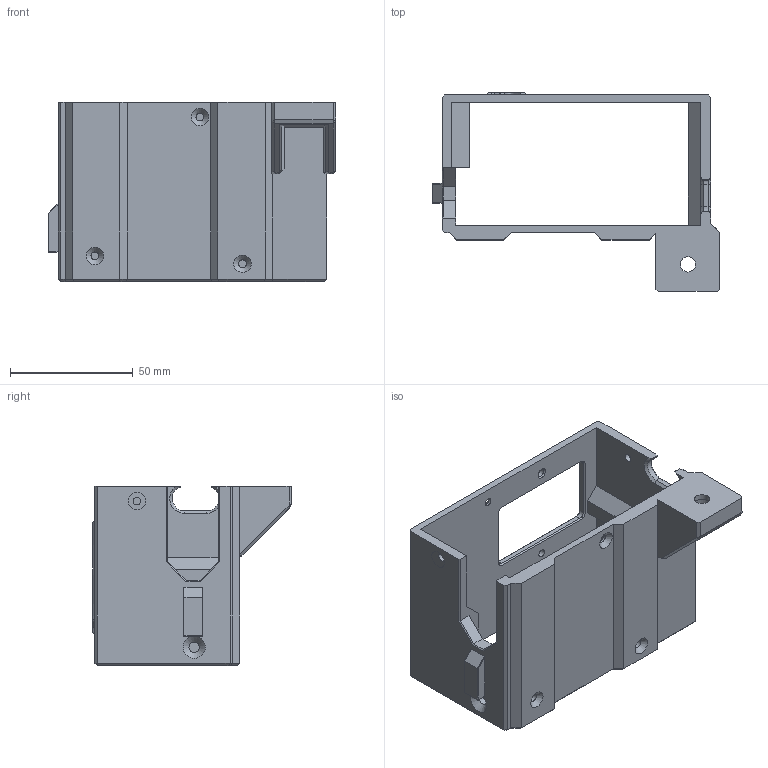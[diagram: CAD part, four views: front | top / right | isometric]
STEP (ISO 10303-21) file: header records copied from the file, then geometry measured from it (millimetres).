
FILE_DESCRIPTION(/* description */ (''),/* implementation_level */ '2;1');
FILE_NAME(/* name */ 'PSU-Cover-OneHole.step',/* time_stamp */ '2019-11-30T12:47:28+01:00',/* author */ (''),/* organization */ (''),/* preprocessor_version */ 'ST-DEVELOPER v18',/* originating_system */ 'Autodesk Translation Framework v8.12.0.6',/* authorisation */ '');
FILE_SCHEMA (('AUTOMOTIVE_DESIGN { 1 0 10303 214 3 1 1 }'));
Length unit declared in the file: millimetre
Products named in the file (1): PSU-Cover (1)
Bounding box: 117 x 80.94 x 73 mm (x, y, z)
Volume: 93099.7 mm3; surface area: 48447.3 mm2
Topology: 1 solids, 1 shells, 179 faces, 473 edges, 297 vertices
Faces by surface type: plane 122, cone 26, cylinder 20, bspline 11
Full cylindrical faces by diameter (mm): 3.2 x8, 4.2 x2, 6.2 x1, 10 x1
Entity records: 12102 total; most frequent: CARTESIAN_POINT 7670, ORIENTED_EDGE 946, DIRECTION 837, EDGE_CURVE 473, LINE 355, VECTOR 355, VERTEX_POINT 297, AXIS2_PLACEMENT_3D 241
